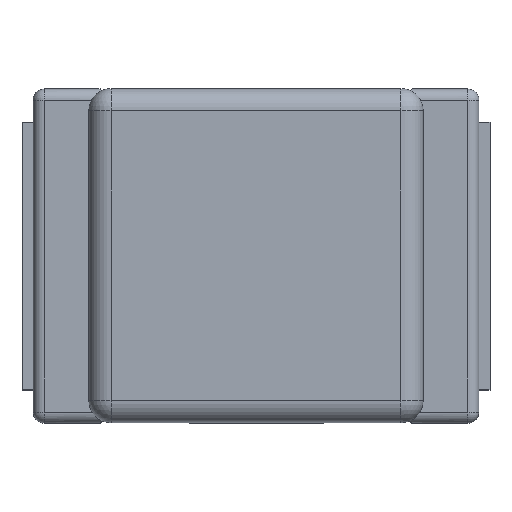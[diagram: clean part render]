
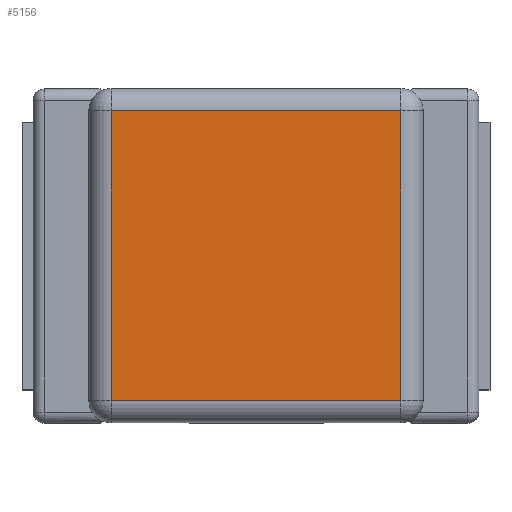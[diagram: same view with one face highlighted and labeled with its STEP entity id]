
A CAD part, top view. The second image highlights one B-rep face of the part: STEP entity #5156.
In plain terms, the highlighted planar face has unit normal (0, 0, 1).
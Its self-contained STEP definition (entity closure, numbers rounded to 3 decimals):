
#35 = FACE_OUTER_BOUND ( 'NONE', #2317, .T. ) ;
#73 = CARTESIAN_POINT ( 'NONE',  ( 0.65, 0.65, 1.7 ) ) ;
#530 = VERTEX_POINT ( 'NONE', #5906 ) ;
#563 = PLANE ( 'NONE',  #2203 ) ;
#960 = VECTOR ( 'NONE', #4363, 1000. ) ;
#965 = CARTESIAN_POINT ( 'NONE',  ( -0.75, 0.65, 1.7 ) ) ;
#1801 = ORIENTED_EDGE ( 'NONE', *, *, #5814, .T. ) ;
#1824 = CARTESIAN_POINT ( 'NONE',  ( 0.75, -0.65, 1.7 ) ) ;
#1873 = CARTESIAN_POINT ( 'NONE',  ( -0.65, 0.65, 1.7 ) ) ;
#1894 = ORIENTED_EDGE ( 'NONE', *, *, #5198, .T. ) ;
#1914 = EDGE_CURVE ( 'NONE', #6232, #530, #6165, .T. ) ;
#1925 = CARTESIAN_POINT ( 'NONE',  ( -0.65, -0.75, 1.7 ) ) ;
#2052 = DIRECTION ( 'NONE',  ( -1., 0., 0. ) ) ;
#2122 = DIRECTION ( 'NONE',  ( 1., 0., 0. ) ) ;
#2135 = ORIENTED_EDGE ( 'NONE', *, *, #4399, .T. ) ;
#2203 = AXIS2_PLACEMENT_3D ( 'NONE', #3172, #3276, #2122 ) ;
#2230 = LINE ( 'NONE', #5278, #960 ) ;
#2317 = EDGE_LOOP ( 'NONE', ( #1801, #1894, #2135, #3455 ) ) ;
#2366 = VERTEX_POINT ( 'NONE', #73 ) ;
#2438 = VECTOR ( 'NONE', #3472, 1000. ) ;
#3050 = VECTOR ( 'NONE', #3969, 1000. ) ;
#3071 = VERTEX_POINT ( 'NONE', #5404 ) ;
#3080 = LINE ( 'NONE', #965, #5848 ) ;
#3172 = CARTESIAN_POINT ( 'NONE',  ( -0.75, -0.75, 1.7 ) ) ;
#3276 = DIRECTION ( 'NONE',  ( 0., 0., 1. ) ) ;
#3455 = ORIENTED_EDGE ( 'NONE', *, *, #1914, .T. ) ;
#3472 = DIRECTION ( 'NONE',  ( 0., -1., 0. ) ) ;
#3969 = DIRECTION ( 'NONE',  ( 1., 0., 0. ) ) ;
#4363 = DIRECTION ( 'NONE',  ( 0., 1., 0. ) ) ;
#4399 = EDGE_CURVE ( 'NONE', #2366, #6232, #3080, .T. ) ;
#4479 = LINE ( 'NONE', #1824, #3050 ) ;
#5156 = ADVANCED_FACE ( 'NONE', ( #35 ), #563, .T. ) ;
#5198 = EDGE_CURVE ( 'NONE', #3071, #2366, #2230, .T. ) ;
#5278 = CARTESIAN_POINT ( 'NONE',  ( 0.65, 0.75, 1.7 ) ) ;
#5404 = CARTESIAN_POINT ( 'NONE',  ( 0.65, -0.65, 1.7 ) ) ;
#5814 = EDGE_CURVE ( 'NONE', #530, #3071, #4479, .T. ) ;
#5848 = VECTOR ( 'NONE', #2052, 1000. ) ;
#5906 = CARTESIAN_POINT ( 'NONE',  ( -0.65, -0.65, 1.7 ) ) ;
#6165 = LINE ( 'NONE', #1925, #2438 ) ;
#6232 = VERTEX_POINT ( 'NONE', #1873 ) ;
